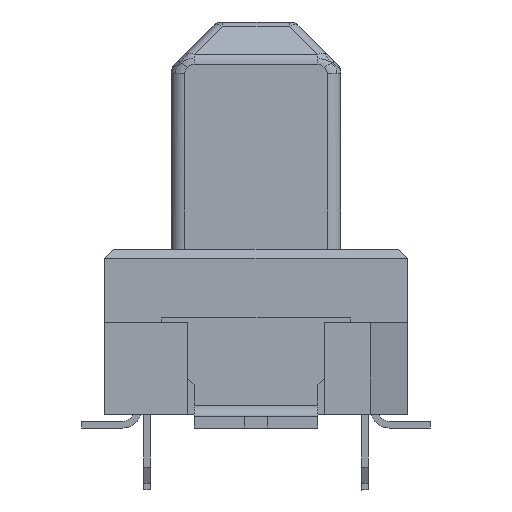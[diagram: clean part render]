
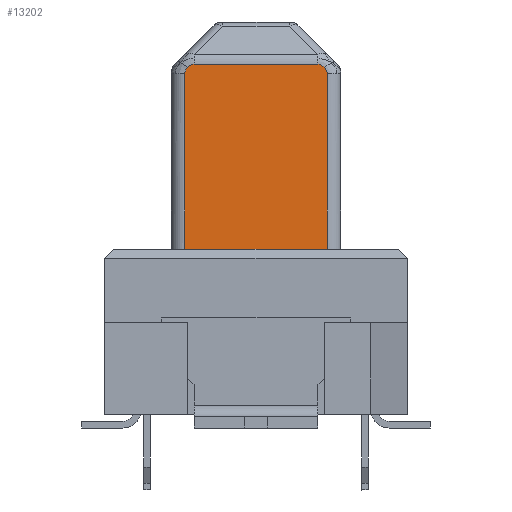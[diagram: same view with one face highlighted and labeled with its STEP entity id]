
A CAD part, left-side view. The second image highlights one B-rep face of the part: STEP entity #13202.
In plain terms, the highlighted planar face has unit normal (-1, 0, 0).
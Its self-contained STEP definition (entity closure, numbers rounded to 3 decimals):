
#1273 = VECTOR ( 'NONE', #2125, 1000. ) ;
#2125 = DIRECTION ( 'NONE',  ( 0., 0., -1. ) ) ;
#2164 = CARTESIAN_POINT ( 'NONE',  ( -8.325, -1.489, 7.865 ) ) ;
#2619 = CARTESIAN_POINT ( 'NONE',  ( -8.325, 1.525, 7.819 ) ) ;
#3534 = EDGE_CURVE ( 'NONE', #21869, #4594, #19851, .T. ) ;
#3674 = CARTESIAN_POINT ( 'NONE',  ( -8.325, -1.426, 7.91 ) ) ;
#3731 = CARTESIAN_POINT ( 'NONE',  ( -8.325, 1.443, 7.901 ) ) ;
#3755 = ORIENTED_EDGE ( 'NONE', *, *, #3534, .F. ) ;
#3901 = CARTESIAN_POINT ( 'NONE',  ( -8.325, 1.37, 7.925 ) ) ;
#4112 = VERTEX_POINT ( 'NONE', #16800 ) ;
#4203 = CARTESIAN_POINT ( 'NONE',  ( -8.325, 1.35, 7.926 ) ) ;
#4351 = CARTESIAN_POINT ( 'NONE',  ( -8.325, -1.525, 7.819 ) ) ;
#4594 = VERTEX_POINT ( 'NONE', #13700 ) ;
#4689 = ORIENTED_EDGE ( 'NONE', *, *, #24121, .F. ) ;
#4886 = CARTESIAN_POINT ( 'NONE',  ( -8.325, -1.489, 7.865 ) ) ;
#4940 = CARTESIAN_POINT ( 'NONE',  ( -8.325, 1.515, 7.835 ) ) ;
#5038 = EDGE_CURVE ( 'NONE', #19198, #4112, #17726, .T. ) ;
#5454 = VERTEX_POINT ( 'NONE', #20082 ) ;
#5460 = VECTOR ( 'NONE', #7957, 1000. ) ;
#5718 = CARTESIAN_POINT ( 'NONE',  ( -8.325, -1.541, 7.783 ) ) ;
#5783 = CARTESIAN_POINT ( 'NONE',  ( -8.325, -1.55, 3.9 ) ) ;
#5954 = EDGE_CURVE ( 'NONE', #5454, #21869, #20521, .T. ) ;
#6157 = CARTESIAN_POINT ( 'NONE',  ( -8.325, -1.55, 7.732 ) ) ;
#6169 = CARTESIAN_POINT ( 'NONE',  ( -8.325, 1.475, 7.878 ) ) ;
#6479 = CARTESIAN_POINT ( 'NONE',  ( -8.325, -1.515, 7.835 ) ) ;
#7909 = CARTESIAN_POINT ( 'NONE',  ( -8.325, 1.357, 7.926 ) ) ;
#7957 = DIRECTION ( 'NONE',  ( 0., 1., 0. ) ) ;
#8374 = CARTESIAN_POINT ( 'NONE',  ( -8.325, 1.35, 7.926 ) ) ;
#8406 = B_SPLINE_CURVE_WITH_KNOTS ( 'NONE', 3,
 ( #8374, #7909, #3901, #17912, #27433, #15555, #3731, #22743, #6169, #15710, #25275 ),
 .UNSPECIFIED., .F., .F.,
 ( 4, 1, 1, 1, 1, 1, 1, 1, 4 ),
 ( 0., 0.125, 0.25, 0.375, 0.5, 0.625, 0.75, 0.875, 1. ),
 .UNSPECIFIED. ) ;
#9211 = ORIENTED_EDGE ( 'NONE', *, *, #5038, .T. ) ;
#9279 = CARTESIAN_POINT ( 'NONE',  ( -8.325, 1.546, 7.764 ) ) ;
#9800 = VECTOR ( 'NONE', #9856, 1000. ) ;
#9821 = CARTESIAN_POINT ( 'NONE',  ( -8.325, 1.55, 7.726 ) ) ;
#9856 = DIRECTION ( 'NONE',  ( 0., -1., 0. ) ) ;
#10642 = VECTOR ( 'NONE', #22384, 1000. ) ;
#10646 = CARTESIAN_POINT ( 'NONE',  ( -8.325, -1.459, 7.89 ) ) ;
#11162 = CARTESIAN_POINT ( 'NONE',  ( -8.325, -1.546, 7.764 ) ) ;
#11362 = ORIENTED_EDGE ( 'NONE', *, *, #25087, .T. ) ;
#13202 = ADVANCED_FACE ( 'NONE', ( #17704 ), #25215, .F. ) ;
#13469 = CARTESIAN_POINT ( 'NONE',  ( -8.325, -1.489, 7.865 ) ) ;
#13700 = CARTESIAN_POINT ( 'NONE',  ( -8.325, 1.55, 3.9 ) ) ;
#13838 = CARTESIAN_POINT ( 'NONE',  ( -8.325, -1.503, 7.851 ) ) ;
#14283 = CARTESIAN_POINT ( 'NONE',  ( -8.325, 1.55, 7.732 ) ) ;
#14582 = CARTESIAN_POINT ( 'NONE',  ( -8.325, 1.489, 7.865 ) ) ;
#15555 = CARTESIAN_POINT ( 'NONE',  ( -8.325, 1.426, 7.91 ) ) ;
#15695 = CARTESIAN_POINT ( 'NONE',  ( -8.325, -1.549, 7.745 ) ) ;
#15710 = CARTESIAN_POINT ( 'NONE',  ( -8.325, 1.485, 7.87 ) ) ;
#15818 = CARTESIAN_POINT ( 'NONE',  ( -8.325, -1.443, 7.901 ) ) ;
#16274 = ORIENTED_EDGE ( 'NONE', *, *, #5954, .F. ) ;
#16706 = B_SPLINE_CURVE_WITH_KNOTS ( 'NONE', 3,
 ( #29903, #6157, #15695, #11162, #5718, #25882, #4351, #6479, #13838, #24095, #2164 ),
 .UNSPECIFIED., .F., .F.,
 ( 4, 1, 1, 1, 1, 1, 1, 1, 4 ),
 ( 0., 0.125, 0.25, 0.375, 0.5, 0.625, 0.75, 0.875, 1. ),
 .UNSPECIFIED. ) ;
#16741 = LINE ( 'NONE', #18970, #9800 ) ;
#16800 = CARTESIAN_POINT ( 'NONE',  ( -8.325, -1.35, 7.926 ) ) ;
#16920 = EDGE_CURVE ( 'NONE', #17049, #18577, #8406, .T. ) ;
#17049 = VERTEX_POINT ( 'NONE', #4203 ) ;
#17320 = ORIENTED_EDGE ( 'NONE', *, *, #23933, .T. ) ;
#17704 = FACE_OUTER_BOUND ( 'NONE', #22637, .T. ) ;
#17726 = B_SPLINE_CURVE_WITH_KNOTS ( 'NONE', 3,
 ( #13469, #20373, #22845, #10646, #15818, #3674, #25524, #27381, #18157, #20051, #27522 ),
 .UNSPECIFIED., .F., .F.,
 ( 4, 1, 1, 1, 1, 1, 1, 1, 4 ),
 ( 0., 0.125, 0.25, 0.375, 0.5, 0.625, 0.75, 0.875, 1. ),
 .UNSPECIFIED. ) ;
#17853 = LINE ( 'NONE', #20050, #10642 ) ;
#17912 = CARTESIAN_POINT ( 'NONE',  ( -8.325, 1.389, 7.922 ) ) ;
#18157 = CARTESIAN_POINT ( 'NONE',  ( -8.325, -1.37, 7.925 ) ) ;
#18577 = VERTEX_POINT ( 'NONE', #22778 ) ;
#18843 = CARTESIAN_POINT ( 'NONE',  ( -8.325, 1.549, 7.745 ) ) ;
#18938 = EDGE_CURVE ( 'NONE', #17049, #4112, #16741, .T. ) ;
#18970 = CARTESIAN_POINT ( 'NONE',  ( -8.325, 1.35, 7.926 ) ) ;
#19068 = B_SPLINE_CURVE_WITH_KNOTS ( 'NONE', 3,
 ( #14582, #28944, #30661, #4940, #2619, #28646, #28800, #9279, #18843, #14283, #30819 ),
 .UNSPECIFIED., .F., .F.,
 ( 4, 1, 1, 1, 1, 1, 1, 1, 4 ),
 ( 0., 0.125, 0.25, 0.375, 0.5, 0.625, 0.75, 0.875, 1. ),
 .UNSPECIFIED. ) ;
#19198 = VERTEX_POINT ( 'NONE', #4886 ) ;
#19851 = LINE ( 'NONE', #5783, #5460 ) ;
#20050 = CARTESIAN_POINT ( 'NONE',  ( -8.325, 1.55, 3.9 ) ) ;
#20051 = CARTESIAN_POINT ( 'NONE',  ( -8.325, -1.357, 7.926 ) ) ;
#20082 = CARTESIAN_POINT ( 'NONE',  ( -8.325, -1.55, 7.726 ) ) ;
#20373 = CARTESIAN_POINT ( 'NONE',  ( -8.325, -1.485, 7.87 ) ) ;
#20492 = ORIENTED_EDGE ( 'NONE', *, *, #18938, .F. ) ;
#20521 = LINE ( 'NONE', #23478, #1273 ) ;
#20527 = DIRECTION ( 'NONE',  ( 0., -0.037, -0.999 ) ) ;
#20907 = AXIS2_PLACEMENT_3D ( 'NONE', #25063, #27232, #20527 ) ;
#20971 = VERTEX_POINT ( 'NONE', #9821 ) ;
#21710 = ORIENTED_EDGE ( 'NONE', *, *, #16920, .T. ) ;
#21869 = VERTEX_POINT ( 'NONE', #22551 ) ;
#22384 = DIRECTION ( 'NONE',  ( 0., 0., 1. ) ) ;
#22551 = CARTESIAN_POINT ( 'NONE',  ( -8.325, -1.55, 3.9 ) ) ;
#22637 = EDGE_LOOP ( 'NONE', ( #11362, #9211, #20492, #21710, #17320, #4689, #3755, #16274 ) ) ;
#22743 = CARTESIAN_POINT ( 'NONE',  ( -8.325, 1.459, 7.89 ) ) ;
#22778 = CARTESIAN_POINT ( 'NONE',  ( -8.325, 1.489, 7.865 ) ) ;
#22845 = CARTESIAN_POINT ( 'NONE',  ( -8.325, -1.475, 7.878 ) ) ;
#23478 = CARTESIAN_POINT ( 'NONE',  ( -8.325, -1.55, 7.726 ) ) ;
#23933 = EDGE_CURVE ( 'NONE', #18577, #20971, #19068, .T. ) ;
#24095 = CARTESIAN_POINT ( 'NONE',  ( -8.325, -1.494, 7.86 ) ) ;
#24121 = EDGE_CURVE ( 'NONE', #4594, #20971, #17853, .T. ) ;
#25063 = CARTESIAN_POINT ( 'NONE',  ( -8.325, 4.541, -5.835 ) ) ;
#25087 = EDGE_CURVE ( 'NONE', #5454, #19198, #16706, .T. ) ;
#25215 = PLANE ( 'NONE',  #20907 ) ;
#25275 = CARTESIAN_POINT ( 'NONE',  ( -8.325, 1.489, 7.865 ) ) ;
#25524 = CARTESIAN_POINT ( 'NONE',  ( -8.325, -1.407, 7.917 ) ) ;
#25882 = CARTESIAN_POINT ( 'NONE',  ( -8.325, -1.534, 7.801 ) ) ;
#27232 = DIRECTION ( 'NONE',  ( 1., 0., 0. ) ) ;
#27381 = CARTESIAN_POINT ( 'NONE',  ( -8.325, -1.389, 7.922 ) ) ;
#27433 = CARTESIAN_POINT ( 'NONE',  ( -8.325, 1.407, 7.917 ) ) ;
#27522 = CARTESIAN_POINT ( 'NONE',  ( -8.325, -1.35, 7.926 ) ) ;
#28646 = CARTESIAN_POINT ( 'NONE',  ( -8.325, 1.534, 7.801 ) ) ;
#28800 = CARTESIAN_POINT ( 'NONE',  ( -8.325, 1.541, 7.783 ) ) ;
#28944 = CARTESIAN_POINT ( 'NONE',  ( -8.325, 1.494, 7.86 ) ) ;
#29903 = CARTESIAN_POINT ( 'NONE',  ( -8.325, -1.55, 7.726 ) ) ;
#30661 = CARTESIAN_POINT ( 'NONE',  ( -8.325, 1.503, 7.851 ) ) ;
#30819 = CARTESIAN_POINT ( 'NONE',  ( -8.325, 1.55, 7.726 ) ) ;
